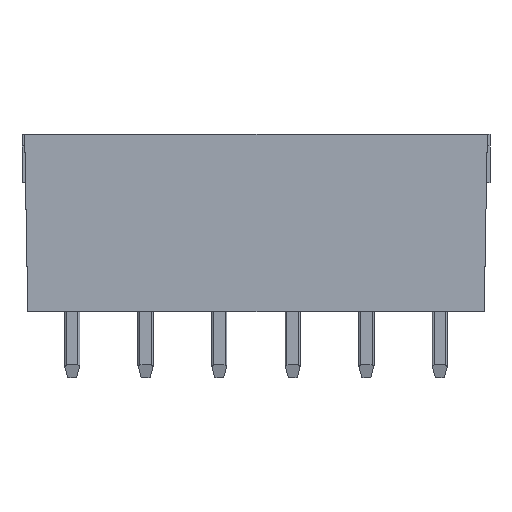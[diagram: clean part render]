
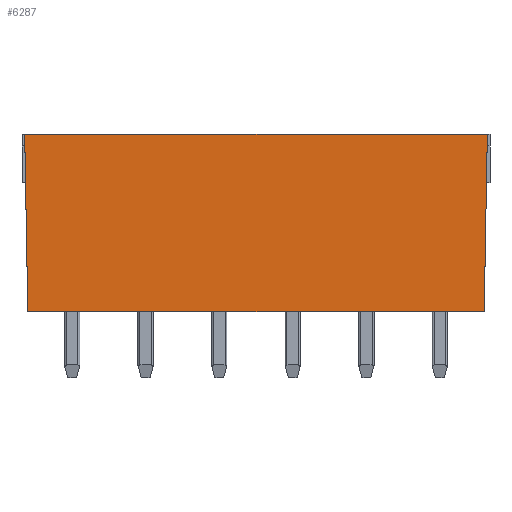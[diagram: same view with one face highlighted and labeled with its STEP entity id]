
A CAD part, front view. The second image highlights one B-rep face of the part: STEP entity #6287.
In plain terms, the highlighted planar face has unit normal (0, -1, 0).
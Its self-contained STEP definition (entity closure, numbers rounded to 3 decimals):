
#6287=ADVANCED_FACE('',(#15502),#15503,.T.);
#7629=VERTEX_POINT('',#17347);
#7633=VERTEX_POINT('',#17351);
#7635=EDGE_CURVE('',#7629,#7633,#17353,.T.);
#9297=VERTEX_POINT('',#19015);
#9301=EDGE_CURVE('',#9297,#7629,#19019,.T.);
#9423=VERTEX_POINT('',#19141);
#9427=EDGE_CURVE('',#9423,#9297,#19145,.T.);
#9513=EDGE_CURVE('',#7633,#9423,#19231,.T.);
#15502=FACE_OUTER_BOUND('',#27086,.T.);
#15503=PLANE('',#27087);
#17347=CARTESIAN_POINT('',(23.811,0.,9.2));
#17351=CARTESIAN_POINT('',(23.651,0.,0.0));
#17353=LINE('',#29911,#29912);
#19015=CARTESIAN_POINT('',(-0.161,0.,9.2));
#19019=LINE('',#32759,#32760);
#19141=CARTESIAN_POINT('',(0.,0.,0.0));
#19145=LINE('',#33063,#33064);
#19231=LINE('',#33205,#33206);
#27086=EDGE_LOOP('',(#43391,#43392,#43393,#43394));
#27087=AXIS2_PLACEMENT_3D('',#43395,#43396,#43397);
#29911=CARTESIAN_POINT('',(23.811,0.,9.2));
#29912=VECTOR('',#47605,1.0);
#32759=CARTESIAN_POINT('',(21.35,0.,9.2));
#32760=VECTOR('',#48174,1.0);
#33063=CARTESIAN_POINT('',(0.,0.,0.));
#33064=VECTOR('',#48217,1.0);
#33205=CARTESIAN_POINT('',(2.3,0.,0.0));
#33206=VECTOR('',#48255,1.0);
#43391=ORIENTED_EDGE('',*,*,#9513,.F.);
#43392=ORIENTED_EDGE('',*,*,#7635,.F.);
#43393=ORIENTED_EDGE('',*,*,#9301,.F.);
#43394=ORIENTED_EDGE('',*,*,#9427,.F.);
#43395=CARTESIAN_POINT('',(-0.222,0.,-0.23));
#43396=DIRECTION('',(0.,-1.0,-0.0));
#43397=DIRECTION('',(0.0,0.0,-1.0));
#47605=DIRECTION('',(-0.017,0.,-1.));
#48174=DIRECTION('',(1.0,0.,0.));
#48217=DIRECTION('',(-0.017,0.,1.));
#48255=DIRECTION('',(-1.0,0.,0.0));
